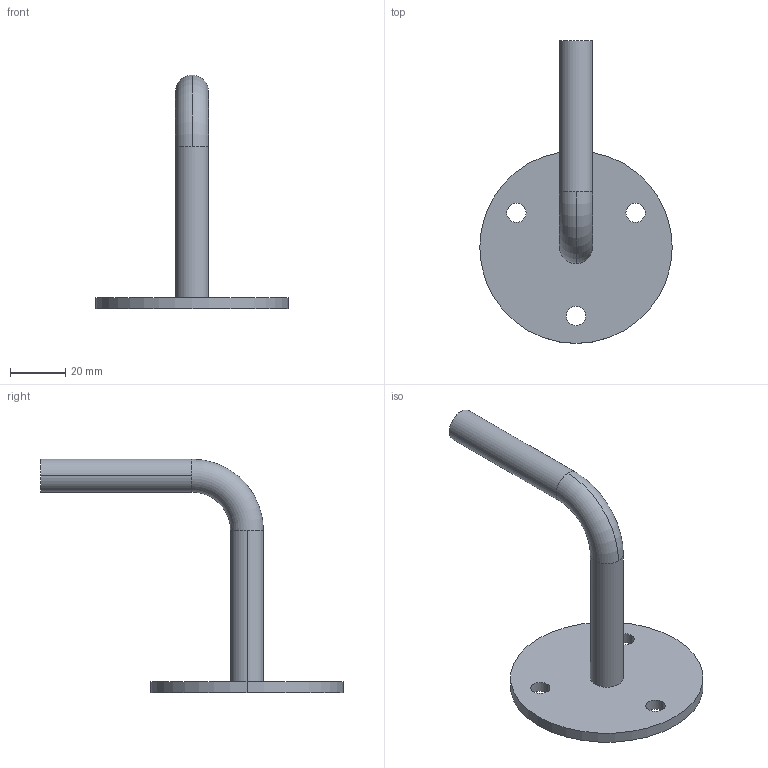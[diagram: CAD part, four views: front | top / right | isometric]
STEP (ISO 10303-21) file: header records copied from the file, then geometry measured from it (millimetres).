
FILE_DESCRIPTION (( 'STEP AP203' ), '1' );
FILE_NAME ('50300-ST-3.STEP', '2018-12-03T13:37:40', ( '' ), ( '' ), 'SwSTEP 2.0', 'SolidWorks 2015', '' );
FILE_SCHEMA (( 'CONFIG_CONTROL_DESIGN' ));
Length unit declared in the file: millimetre
Products named in the file (1): 50300-ST-3
Bounding box: 70 x 110 x 85 mm (x, y, z)
Volume: 30922.8 mm3; surface area: 13989.6 mm2
Topology: 1 solids, 1 shells, 251 faces, 672 edges, 448 vertices
Faces by surface type: bspline 126, plane 111, cylinder 12, torus 2
Entity records: 14773 total; most frequent: CARTESIAN_POINT 9242, ORIENTED_EDGE 1344, DIRECTION 702, EDGE_CURVE 672, VERTEX_POINT 448, VECTOR 390, LINE 390, EDGE_LOOP 282
